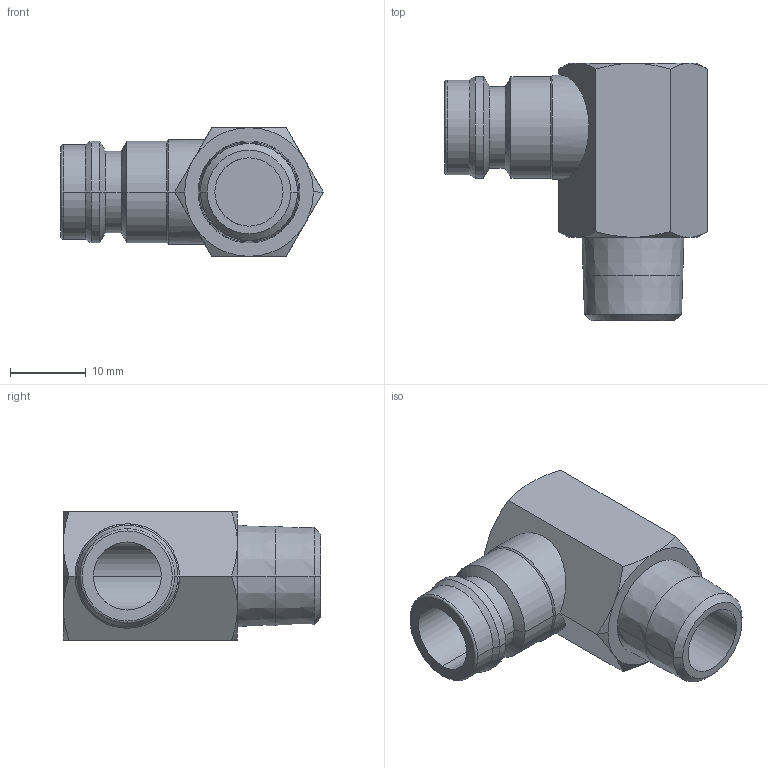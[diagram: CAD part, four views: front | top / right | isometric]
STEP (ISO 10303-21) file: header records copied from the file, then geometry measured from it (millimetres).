
FILE_DESCRIPTION(('STEP AP214'),'1');
FILE_NAME('esh_14_na-90.stp','2020-04-22T06:05:35',('TraceParts'),('TraceParts S.A.'),'Spatial InterOp 3D',' ',' ');
FILE_SCHEMA(('automotive_design'));
Length unit declared in the file: millimetre
Products named in the file (1): 1
Bounding box: 34.7 x 34 x 17 mm (x, y, z)
Volume: 6131.9 mm3; surface area: 4370.3 mm2
Topology: 1 solids, 1 shells, 59 faces, 129 edges, 75 vertices
Faces by surface type: cone 30, cylinder 14, plane 13, torus 2
Entity records: 2208 total; most frequent: CARTESIAN_POINT 460, DIRECTION 282, ORIENTED_EDGE 258, EDGE_CURVE 129, AXIS2_PLACEMENT_3D 121, VERTEX_POINT 75, EDGE_LOOP 64, STYLED_ITEM 59
